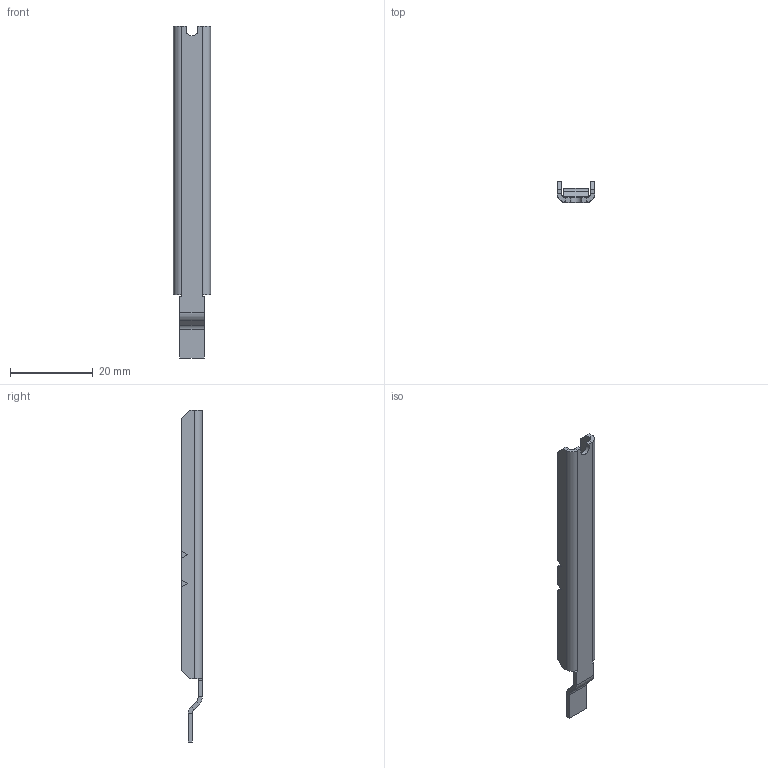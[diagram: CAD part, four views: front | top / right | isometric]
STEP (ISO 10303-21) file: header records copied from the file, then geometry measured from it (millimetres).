
FILE_DESCRIPTION (( 'STEP AP203' ), '1' );
FILE_NAME ('P(090)P29.STEP', '2020-09-08T14:30:01', ( '' ), ( '' ), 'SwSTEP 2.0', 'SolidWorks 2018', '' );
FILE_SCHEMA (( 'CONFIG_CONTROL_DESIGN' ));
Length unit declared in the file: millimetre
Products named in the file (1): P(090)P29
Bounding box: 9 x 5 x 80.33 mm (x, y, z)
Volume: 1098.7 mm3; surface area: 2398.9 mm2
Topology: 1 solids, 1 shells, 64 faces, 154 edges, 92 vertices
Faces by surface type: plane 55, cylinder 9
Entity records: 1877 total; most frequent: CARTESIAN_POINT 311, ORIENTED_EDGE 308, DIRECTION 302, EDGE_CURVE 154, LINE 136, VECTOR 136, VERTEX_POINT 92, AXIS2_PLACEMENT_3D 83
